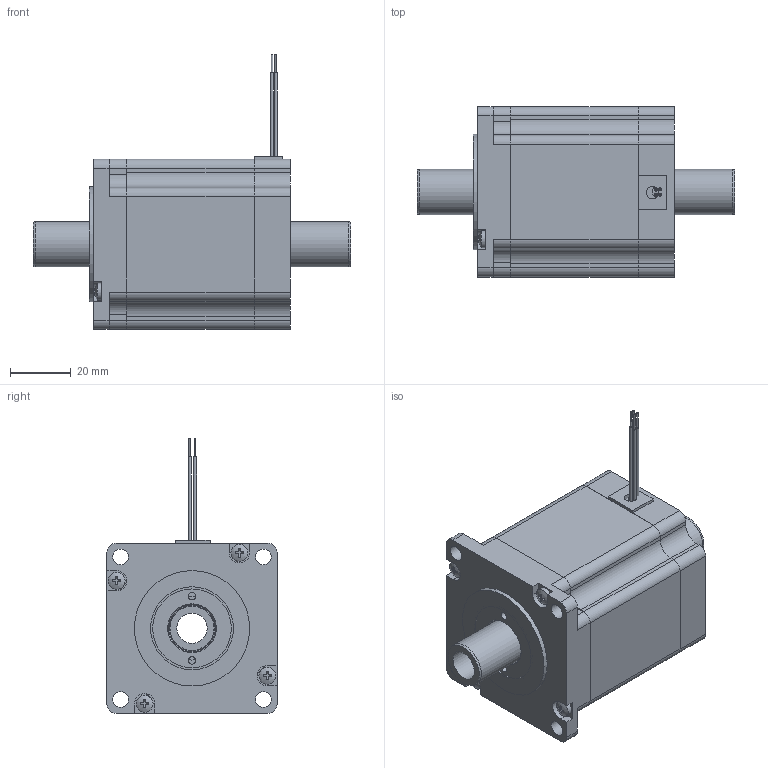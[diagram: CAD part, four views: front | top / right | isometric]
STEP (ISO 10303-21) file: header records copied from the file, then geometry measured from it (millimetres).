
FILE_DESCRIPTION(/* description */ (''),/* implementation_level */ '2;1');
FILE_NAME(/* name */ '23H2065-4D-250.stp',/* time_stamp */ '2020-08-24T16:52:52+08:00',/* author */ ('dzp-qch5853'),/* organization */ (''),/* preprocessor_version */ 'ST-DEVELOPER v16.1',/* originating_system */ 'Autodesk Inventor 2016',/* authorisation */ '');
FILE_SCHEMA (('AUTOMOTIVE_DESIGN { 1 0 10303 214 3 1 1 }'));
Length unit declared in the file: millimetre
Products named in the file (19): 01-011(前盖); 01-012(后盖); 02-027(23H2066定子磨削); 12-008(4线护线套); 09-009-1(红); 09-009-2(红白); 09-009-3(绿); 09-009-4(绿白); 02-028-2（23H2066定子总成2.5
A）; 04-418-1; 07-005（57双叠厚磁钢）; 03-021(23H2066转子叠片); 10-010(隔磁片); 23H2066转子总成; 06-009(预紧螺母); 07-011(6902ZZ); 10-004(调整垫); 11-030（M3x61）; 23H2065-4D-250-001
Assembly tree (27 placements, depth 3):
  23H2065-4D-250-001
    01-011(前盖)
    01-012(后盖)
    02-028-2（23H2066定子总成2.5
A）
      02-027(23H2066定子磨削)
      12-008(4线护线套)
      09-009-1(红)
      09-009-2(红白)
      09-009-3(绿)
      09-009-4(绿白)
    23H2066转子总成
      04-418-1
      07-005（57双叠厚磁钢）  x2
      03-021(23H2066转子叠片)  x4
      10-010(隔磁片)
    06-009(预紧螺母)
    07-011(6902ZZ)  x2
    10-004(调整垫)
    11-030（M3x61）  x4
    12-008(4线护线套)
Bounding box: 105 x 56.2 x 90.74 mm (x, y, z)
Volume: 127308 mm3; surface area: 93245.4 mm2
Topology: 25 solids, 27 shells, 2096 faces, 6045 edges, 4030 vertices
Faces by surface type: cylinder 1312, plane 774, cone 6, sphere 4
Full cylindrical faces by diameter (mm): 0.6 x4, 1 x2, 1.5 x40, 2.5 x2, 3 x6, 3.1 x4, 3.3 x12, 4.166 x2, 5.2 x4, 5.6 x4, 7 x2, 10 x1, 15 x4, 15.5 x1, 16 x1, 16.5 x5, 16.8 x1, 17 x2, 18 x1, 21 x1, 22 x1, 26 x1, 28 x6, 32 x2, 32.5 x1, 34.82 x2, 35.5 x2, 38.1 x1
Entity records: 35839 total; most frequent: DIRECTION 6518, CARTESIAN_POINT 6129, ORIENTED_EDGE 5916, EDGE_CURVE 2958, AXIS2_PLACEMENT_3D 2449, VERTEX_POINT 2020, LINE 1620, VECTOR 1620
